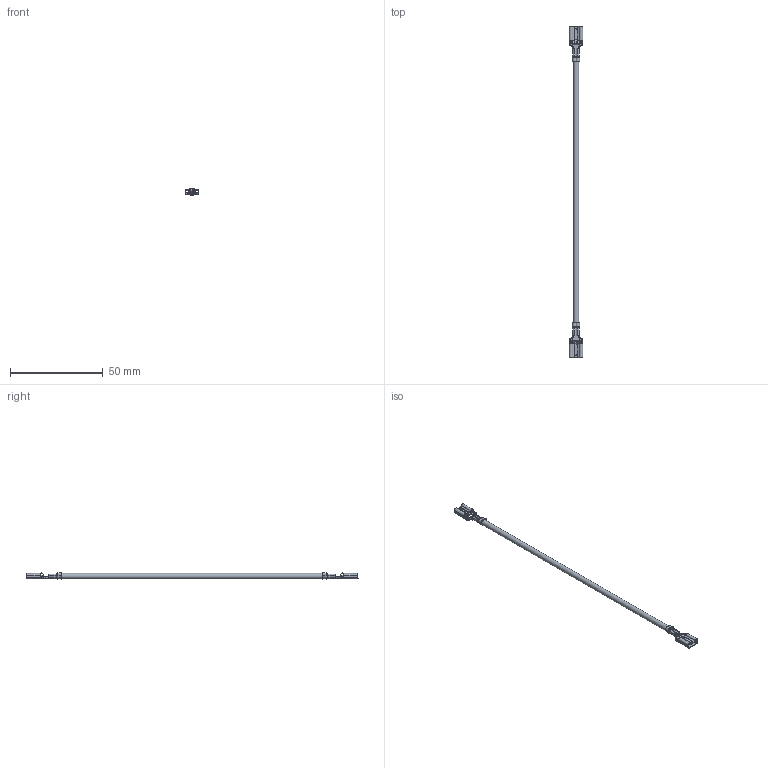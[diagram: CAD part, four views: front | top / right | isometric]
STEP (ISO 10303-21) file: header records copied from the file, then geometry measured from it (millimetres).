
FILE_DESCRIPTION(/* description */ ('Unknown'),/* implementation_level */ '2;1');
FILE_NAME(/* name */ '6371371140xx',/* time_stamp */ '2025-08-12T13:25:30+02:00',/* author */ ('Unknown'),/* organization */ ('Unknown'),/* preprocessor_version */ 'ST-DEVELOPER v19.4',/* originating_system */ 'Solid Edge',/* authorisation */ 'Unknown');
FILE_SCHEMA (('AUTOMOTIVE_DESIGN {1 0 10303 214 3 1 1}'));
Length unit declared in the file: millimetre
Products named in the file (4): 6371371140xx; Wire 16AWG Black_UL1015; 637301310000_DEC; 637301310000_DEC_mir
Assembly tree (3 placements, depth 2):
  6371371140xx
    Wire 16AWG Black_UL1015
    637301310000_DEC
    637301310000_DEC_mir
Bounding box: 7.4 x 178.61 x 3.7 mm (x, y, z)
Volume: 1180.5 mm3; surface area: 5109.6 mm2
Topology: 19 solids, 21 shells, 524 faces, 1377 edges, 887 vertices
Faces by surface type: plane 241, cylinder 193, bspline 58, torus 28, cone 4
Full cylindrical faces by diameter (mm): 0.23 x5, 0.24 x6, 1.31 x1, 3.1 x1
Entity records: 17239 total; most frequent: CARTESIAN_POINT 4731, ORIENTED_EDGE 2708, DIRECTION 2333, EDGE_CURVE 1354, VERTEX_POINT 884, AXIS2_PLACEMENT_3D 829, LINE 675, VECTOR 675
